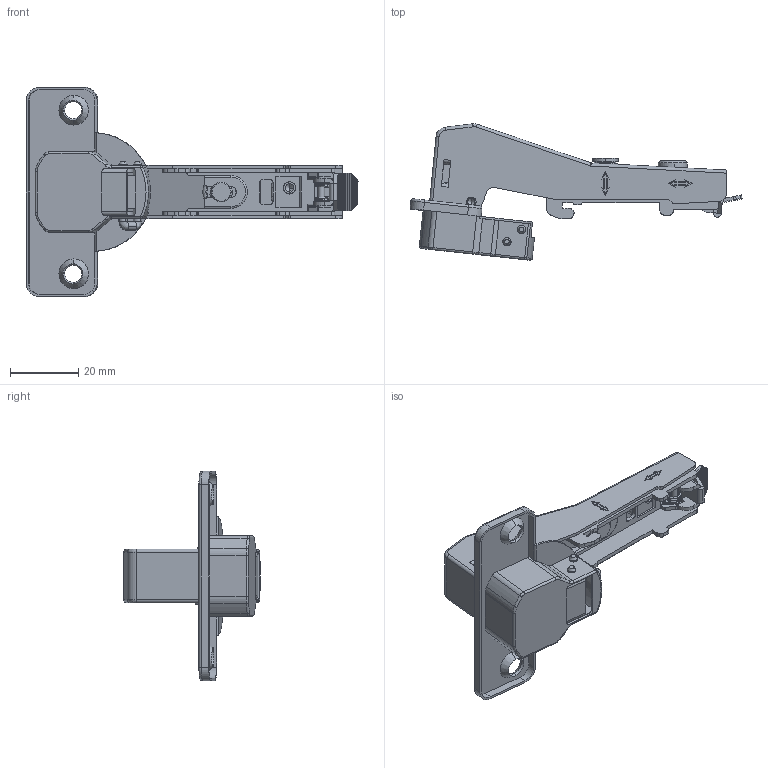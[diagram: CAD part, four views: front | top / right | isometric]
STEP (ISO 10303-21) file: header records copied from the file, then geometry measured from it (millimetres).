
FILE_DESCRIPTION (( 'STEP AP214' ), '1' );
FILE_NAME ('F000087,F000088-CLOSED_3D.step', '2022-06-06T12:57:11', ( '' ), ( '' ), 'SwSTEP 2.0', 'SolidWorks 2020', '' );
FILE_SCHEMA (( 'AUTOMOTIVE_DESIGN' ));
Length unit declared in the file: millimetre
Products named in the file (14): a19-mb-A1; md29-186-4; C03瞳豝-4; 邧渀-5; 覃誹蹟佪-6; F000087,F000088-CLOSED_3D; md29-178-4; pxt4-5; C31A48-5; c30-b; 尕隊2.13.8-5; a19-htt-5; A12-13旋載蜊; A19聾銅-5
Assembly tree (13 placements, depth 2):
  F000087,F000088-CLOSED_3D
    A12-13旋載蜊
    a19-htt-5
    a19-mb-A1
    A19聾銅-5
    c30-b
    C31A48-5
    md29-178-4
    md29-186-4
    pxt4-5
    尕隊2.13.8-5
    邧渀-5
    覃誹蹟佪-6
    C03瞳豝-4
Bounding box: 97.45 x 40.05 x 61.5 mm (x, y, z)
Volume: 9547.2 mm3; surface area: 22091.5 mm2
Topology: 13 solids, 13 shells, 1037 faces, 2759 edges, 1758 vertices
Faces by surface type: plane 546, cylinder 358, bspline 96, cone 37
Entity records: 39637 total; most frequent: CARTESIAN_POINT 13614, ORIENTED_EDGE 5484, DIRECTION 5123, EDGE_CURVE 2742, LINE 1761, VECTOR 1761, VERTEX_POINT 1758, AXIS2_PLACEMENT_3D 1681
